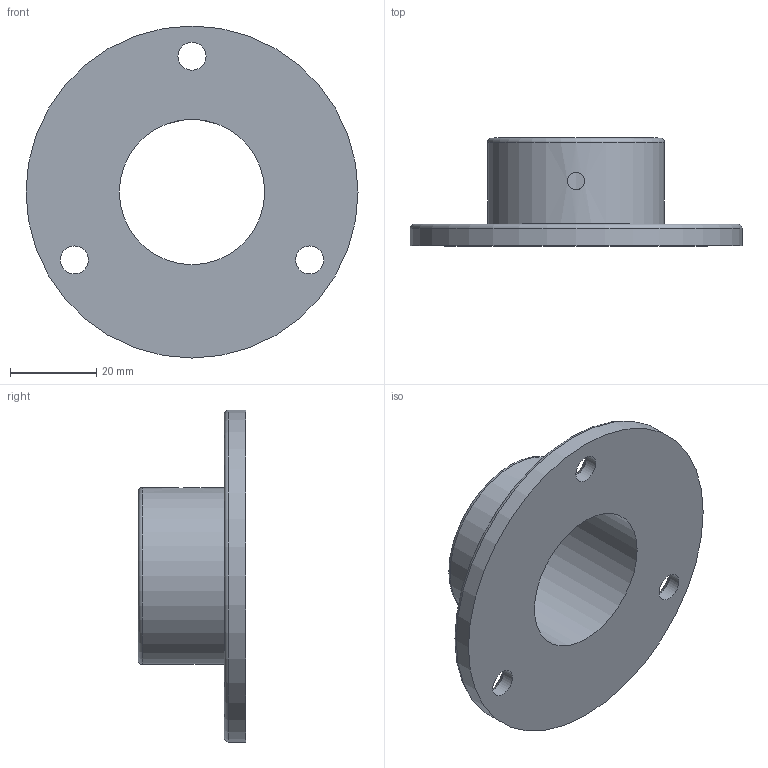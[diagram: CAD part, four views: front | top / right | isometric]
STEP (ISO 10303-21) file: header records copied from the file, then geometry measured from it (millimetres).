
FILE_DESCRIPTION(/* description */ (''),/* implementation_level */ '2;1');
FILE_NAME(/* name */ '43204.ipt.step',/* time_stamp */ '2022-07-18T12:58:48+02:00',/* author */ ('Abt. Technik'),/* organization */ (''),/* preprocessor_version */ 'ST-DEVELOPER v18.1',/* originating_system */ 'Autodesk Inventor 2022',/* authorisation */ '');
FILE_SCHEMA (('AUTOMOTIVE_DESIGN { 1 0 10303 214 3 1 1 }'));
Length unit declared in the file: millimetre
Products named in the file (1): 43204
Bounding box: 77 x 25 x 77 mm (x, y, z)
Volume: 26618.7 mm3; surface area: 13873.6 mm2
Topology: 1 solids, 1 shells, 15 faces, 36 edges, 24 vertices
Faces by surface type: cylinder 7, plane 3, cone 3, torus 2
Full cylindrical faces by diameter (mm): 4 x1, 6.5 x3, 33.7 x1, 41 x1, 77 x1
Entity records: 573 total; most frequent: CARTESIAN_POINT 145, DIRECTION 84, ORIENTED_EDGE 72, AXIS2_PLACEMENT_3D 37, EDGE_CURVE 36, EDGE_LOOP 26, VERTEX_POINT 24, CIRCLE 21
